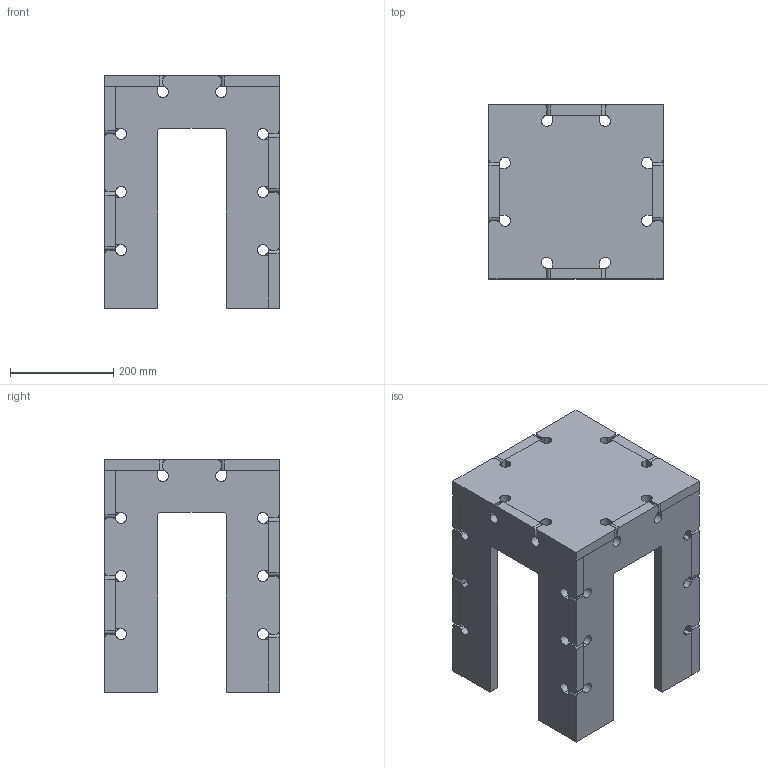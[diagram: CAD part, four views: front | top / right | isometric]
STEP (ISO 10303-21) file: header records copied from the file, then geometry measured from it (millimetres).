
FILE_DESCRIPTION(/* description */ (''),/* implementation_level */ '2;1');
FILE_NAME(/* name */ 'puzzle param CNC v13.step',/* time_stamp */ '2025-05-12T12:25:48+02:00',/* author */ (''),/* organization */ (''),/* preprocessor_version */ 'ST-DEVELOPER v20.1',/* originating_system */ 'Autodesk Translation Framework v14.4.0.0',/* authorisation */ '');
FILE_SCHEMA (('AUTOMOTIVE_DESIGN { 1 0 10303 214 3 1 1 }'));
Length unit declared in the file: millimetre
Products named in the file (6): puzzle param CNC; seat; leg1; leg2; leg3; leg4
Assembly tree (5 placements, depth 2):
  puzzle param CNC
    seat
    leg1
    leg2
    leg3
    leg4
Bounding box: 337.5 x 337.5 x 450 mm (x, y, z)
Volume: 9573523 mm3; surface area: 1178319.1 mm2
Topology: 5 solids, 5 shells, 342 faces, 996 edges, 664 vertices
Faces by surface type: cylinder 176, plane 166
Entity records: 11602 total; most frequent: DIRECTION 2054, CARTESIAN_POINT 2013, ORIENTED_EDGE 1992, EDGE_CURVE 996, AXIS2_PLACEMENT_3D 705, VERTEX_POINT 664, LINE 644, VECTOR 644
